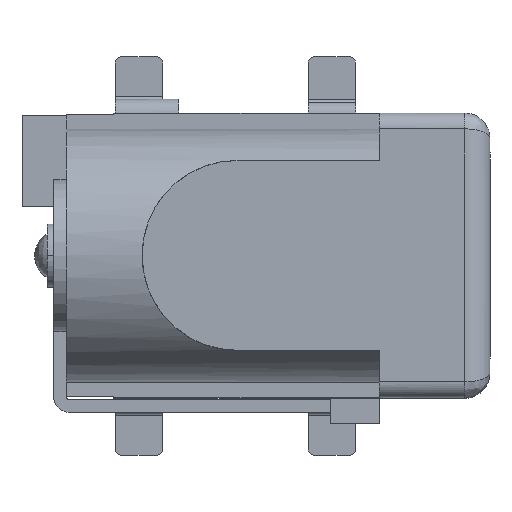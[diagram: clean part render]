
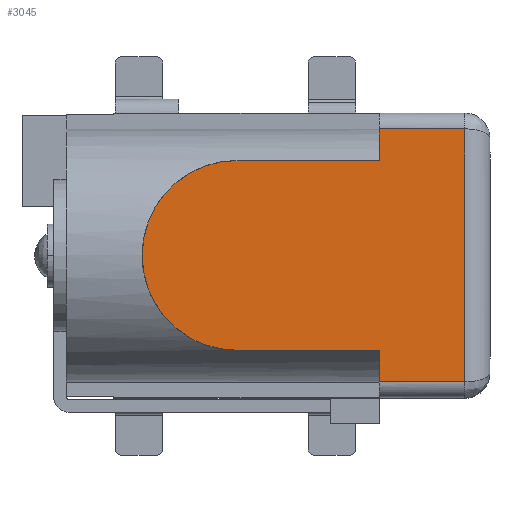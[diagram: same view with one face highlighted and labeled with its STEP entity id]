
A CAD part, top view. The second image highlights one B-rep face of the part: STEP entity #3045.
In plain terms, the highlighted planar face has unit normal (0, 0, 1).
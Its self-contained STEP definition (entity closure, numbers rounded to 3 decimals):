
#2 = DIRECTION ( 'NONE',  ( 0., 1., 0. ) ) ;
#324 = LINE ( 'NONE', #5995, #1987 ) ;
#361 = DIRECTION ( 'NONE',  ( 0., -1., 0. ) ) ;
#426 = EDGE_CURVE ( 'NONE', #9142, #1194, #4139, .T. ) ;
#542 = DIRECTION ( 'NONE',  ( 0., 0., 1. ) ) ;
#636 = DIRECTION ( 'NONE',  ( 0., 0., 1. ) ) ;
#685 = EDGE_CURVE ( 'NONE', #4966, #1219, #2349, .T. ) ;
#930 = ORIENTED_EDGE ( 'NONE', *, *, #8215, .F. ) ;
#1194 = VERTEX_POINT ( 'NONE', #6154 ) ;
#1219 = VERTEX_POINT ( 'NONE', #4062 ) ;
#1275 = CARTESIAN_POINT ( 'NONE',  ( 192.42, 139.229, -0.193 ) ) ;
#1339 = CARTESIAN_POINT ( 'NONE',  ( 192.42, 138.229, -0.193 ) ) ;
#1479 = EDGE_CURVE ( 'NONE', #1219, #4766, #3450, .T. ) ;
#1551 = CARTESIAN_POINT ( 'NONE',  ( 187.92, 138.229, -0.193 ) ) ;
#1554 = VECTOR ( 'NONE', #3644, 1000. ) ;
#1631 = EDGE_CURVE ( 'NONE', #6862, #1194, #9277, .T. ) ;
#1936 = EDGE_LOOP ( 'NONE', ( #3018, #6305, #7191, #6536, #6544, #3373, #8696, #930, #3494 ) ) ;
#1937 = DIRECTION ( 'NONE',  ( -1., 0., 0. ) ) ;
#1987 = VECTOR ( 'NONE', #3160, 1000. ) ;
#2002 = VECTOR ( 'NONE', #1937, 1000. ) ;
#2115 = CARTESIAN_POINT ( 'NONE',  ( 192.42, 130.729, -0.193 ) ) ;
#2242 = VECTOR ( 'NONE', #7044, 1000. ) ;
#2335 = DIRECTION ( 'NONE',  ( 1., 0., 0. ) ) ;
#2349 = CIRCLE ( 'NONE', #6417, 3. ) ;
#2391 = CARTESIAN_POINT ( 'NONE',  ( 184.92, 135.229, -0.193 ) ) ;
#2585 = VERTEX_POINT ( 'NONE', #1275 ) ;
#2705 = AXIS2_PLACEMENT_3D ( 'NONE', #4452, #6616, #2335 ) ;
#2798 = CARTESIAN_POINT ( 'NONE',  ( 195.12, 139.229, -0.193 ) ) ;
#2997 = LINE ( 'NONE', #8271, #3887 ) ;
#3018 = ORIENTED_EDGE ( 'NONE', *, *, #1631, .F. ) ;
#3045 = ADVANCED_FACE ( 'NONE', ( #5494 ), #5888, .T. ) ;
#3160 = DIRECTION ( 'NONE',  ( 1., 0., 0. ) ) ;
#3261 = DIRECTION ( 'NONE',  ( 0., -1., 0. ) ) ;
#3373 = ORIENTED_EDGE ( 'NONE', *, *, #685, .T. ) ;
#3450 = LINE ( 'NONE', #8661, #1554 ) ;
#3452 = CARTESIAN_POINT ( 'NONE',  ( 184.02, 131.229, -0.193 ) ) ;
#3494 = ORIENTED_EDGE ( 'NONE', *, *, #426, .T. ) ;
#3644 = DIRECTION ( 'NONE',  ( 1., 0., 0. ) ) ;
#3887 = VECTOR ( 'NONE', #3261, 1000. ) ;
#3894 = CARTESIAN_POINT ( 'NONE',  ( 195.12, 131.229, -0.193 ) ) ;
#4062 = CARTESIAN_POINT ( 'NONE',  ( 187.92, 132.229, -0.193 ) ) ;
#4139 = LINE ( 'NONE', #3452, #2242 ) ;
#4452 = CARTESIAN_POINT ( 'NONE',  ( 184.02, 131.229, -0.193 ) ) ;
#4595 = EDGE_CURVE ( 'NONE', #7633, #4966, #8395, .T. ) ;
#4629 = EDGE_CURVE ( 'NONE', #6836, #7633, #7709, .T. ) ;
#4766 = VERTEX_POINT ( 'NONE', #4980 ) ;
#4789 = CARTESIAN_POINT ( 'NONE',  ( 187.92, 135.229, -0.193 ) ) ;
#4879 = CARTESIAN_POINT ( 'NONE',  ( 187.92, 135.229, -0.193 ) ) ;
#4966 = VERTEX_POINT ( 'NONE', #2391 ) ;
#4980 = CARTESIAN_POINT ( 'NONE',  ( 192.42, 132.229, -0.193 ) ) ;
#5292 = LINE ( 'NONE', #2115, #8895 ) ;
#5494 = FACE_OUTER_BOUND ( 'NONE', #1936, .T. ) ;
#5518 = DIRECTION ( 'NONE',  ( -1., 0., 0. ) ) ;
#5614 = DIRECTION ( 'NONE',  ( -1., 0., 0. ) ) ;
#5864 = EDGE_CURVE ( 'NONE', #2585, #6836, #2997, .T. ) ;
#5888 = PLANE ( 'NONE',  #2705 ) ;
#5995 = CARTESIAN_POINT ( 'NONE',  ( 184.02, 139.229, -0.193 ) ) ;
#6154 = CARTESIAN_POINT ( 'NONE',  ( 195.12, 131.229, -0.193 ) ) ;
#6218 = EDGE_CURVE ( 'NONE', #2585, #6862, #324, .T. ) ;
#6305 = ORIENTED_EDGE ( 'NONE', *, *, #6218, .F. ) ;
#6417 = AXIS2_PLACEMENT_3D ( 'NONE', #4879, #636, #5614 ) ;
#6536 = ORIENTED_EDGE ( 'NONE', *, *, #4629, .T. ) ;
#6544 = ORIENTED_EDGE ( 'NONE', *, *, #4595, .T. ) ;
#6616 = DIRECTION ( 'NONE',  ( 0., 0., 1. ) ) ;
#6836 = VERTEX_POINT ( 'NONE', #1339 ) ;
#6862 = VERTEX_POINT ( 'NONE', #2798 ) ;
#7044 = DIRECTION ( 'NONE',  ( 1., 0., 0. ) ) ;
#7136 = VECTOR ( 'NONE', #361, 1000. ) ;
#7191 = ORIENTED_EDGE ( 'NONE', *, *, #5864, .T. ) ;
#7633 = VERTEX_POINT ( 'NONE', #1551 ) ;
#7709 = LINE ( 'NONE', #7715, #2002 ) ;
#7715 = CARTESIAN_POINT ( 'NONE',  ( 184.02, 138.229, -0.193 ) ) ;
#8152 = CARTESIAN_POINT ( 'NONE',  ( 192.42, 131.229, -0.193 ) ) ;
#8215 = EDGE_CURVE ( 'NONE', #9142, #4766, #5292, .T. ) ;
#8271 = CARTESIAN_POINT ( 'NONE',  ( 192.42, 131.229, -0.193 ) ) ;
#8395 = CIRCLE ( 'NONE', #9024, 3. ) ;
#8661 = CARTESIAN_POINT ( 'NONE',  ( 184.02, 132.229, -0.193 ) ) ;
#8696 = ORIENTED_EDGE ( 'NONE', *, *, #1479, .T. ) ;
#8895 = VECTOR ( 'NONE', #2, 1000. ) ;
#9024 = AXIS2_PLACEMENT_3D ( 'NONE', #4789, #542, #5518 ) ;
#9142 = VERTEX_POINT ( 'NONE', #8152 ) ;
#9277 = LINE ( 'NONE', #3894, #7136 ) ;
